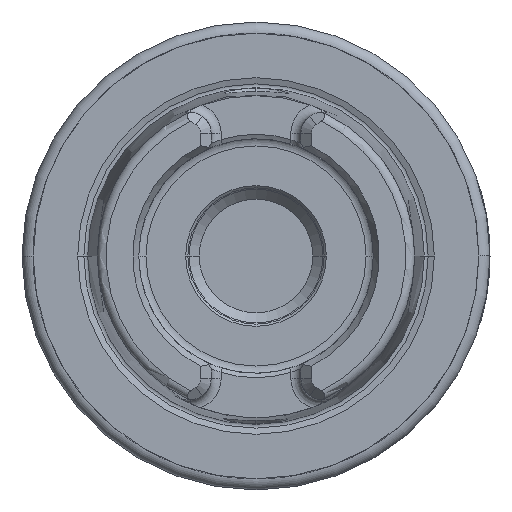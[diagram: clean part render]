
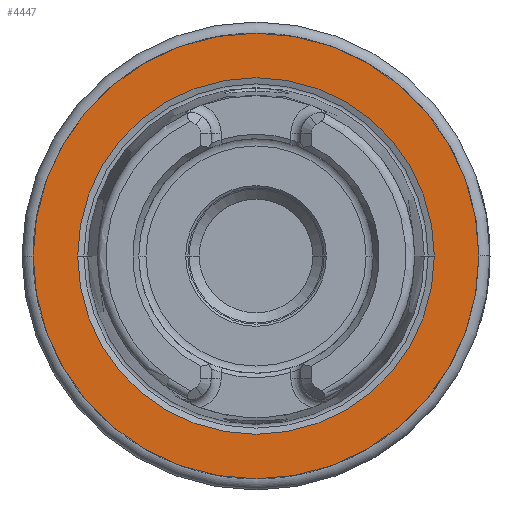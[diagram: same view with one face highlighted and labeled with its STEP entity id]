
A CAD part, left-side view. The second image highlights one B-rep face of the part: STEP entity #4447.
In plain terms, the highlighted planar face has unit normal (-1, 0, 0).
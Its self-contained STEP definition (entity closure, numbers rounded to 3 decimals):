
#848=CARTESIAN_POINT('',(0.,0.,0.));
#849=DIRECTION('',(1.,0.,0.));
#850=DIRECTION('',(0.,1.,0.));
#851=AXIS2_PLACEMENT_3D('',#848,#849,#850);
#853=CARTESIAN_POINT('',(0.,0.,0.));
#854=DIRECTION('',(-1.,0.,0.));
#855=DIRECTION('',(0.,1.,0.));
#856=AXIS2_PLACEMENT_3D('',#853,#854,#855);
#858=CARTESIAN_POINT('',(0.,0.,0.));
#859=DIRECTION('',(-1.,0.,0.));
#860=DIRECTION('',(0.,-1.,0.));
#861=AXIS2_PLACEMENT_3D('',#858,#859,#860);
#863=CARTESIAN_POINT('',(0.,0.,0.));
#864=DIRECTION('',(-1.,0.,0.));
#865=DIRECTION('',(0.,1.,0.));
#866=AXIS2_PLACEMENT_3D('',#863,#864,#865);
#2947=CARTESIAN_POINT('',(0.,-16.004,0.));
#2948=VERTEX_POINT('',#2947);
#2949=CARTESIAN_POINT('',(0.,16.004,0.));
#2950=VERTEX_POINT('',#2949);
#3277=CARTESIAN_POINT('',(0.,20.,0.));
#3278=CARTESIAN_POINT('',(0.,-20.,0.));
#3279=VERTEX_POINT('',#3277);
#3280=VERTEX_POINT('',#3278);
#4432=CARTESIAN_POINT('',(0.,0.,0.));
#4433=DIRECTION('',(1.,0.,0.));
#4434=DIRECTION('',(0.,-1.,0.));
#4435=AXIS2_PLACEMENT_3D('',#4432,#4433,#4434);
#4436=PLANE('',#4435);
#4438=ORIENTED_EDGE('',*,*,#4437,.T.);
#4440=ORIENTED_EDGE('',*,*,#4439,.F.);
#4441=EDGE_LOOP('',(#4438,#4440));
#4442=FACE_OUTER_BOUND('',#4441,.F.);
#4443=ORIENTED_EDGE('',*,*,#4427,.T.);
#4444=ORIENTED_EDGE('',*,*,#4411,.T.);
#4445=EDGE_LOOP('',(#4443,#4444));
#4446=FACE_BOUND('',#4445,.F.);
#4447=ADVANCED_FACE('',(#4442,#4446),#4436,.F.);
#852=CIRCLE('',#851,20.);
#857=CIRCLE('',#856,20.);
#862=CIRCLE('',#861,16.004);
#867=CIRCLE('',#866,16.004);
#4411=EDGE_CURVE('',#2950,#2948,#867,.T.);
#4427=EDGE_CURVE('',#2948,#2950,#862,.T.);
#4437=EDGE_CURVE('',#3279,#3280,#852,.T.);
#4439=EDGE_CURVE('',#3279,#3280,#857,.T.);
